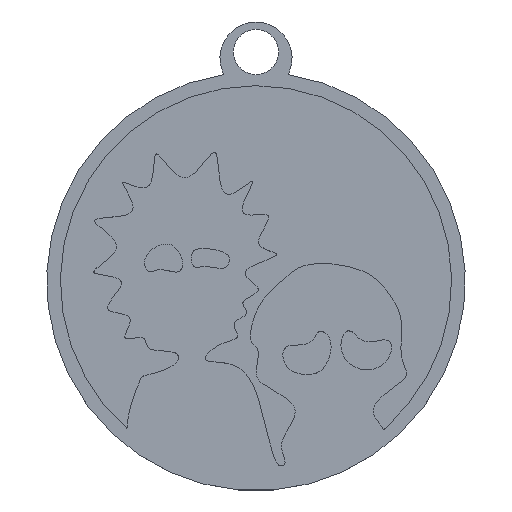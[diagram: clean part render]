
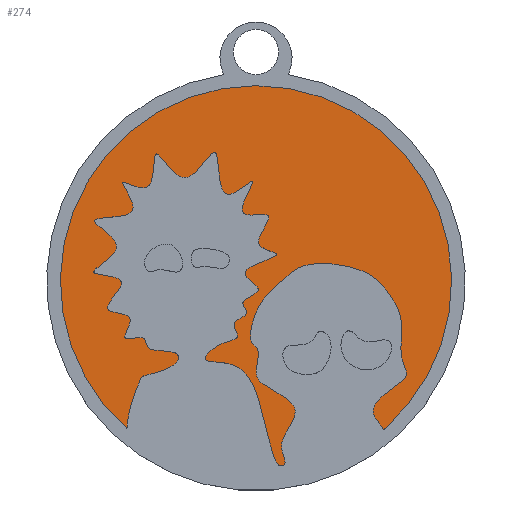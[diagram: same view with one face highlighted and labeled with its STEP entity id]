
A CAD part, top view. The second image highlights one B-rep face of the part: STEP entity #274.
In plain terms, the highlighted planar face has unit normal (0, 0, 1).
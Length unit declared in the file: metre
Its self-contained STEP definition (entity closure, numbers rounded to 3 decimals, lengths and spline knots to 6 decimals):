
#43=B_SPLINE_CURVE_WITH_KNOTS('',3,(#641,#642,#643,#644,#645,#646,#647,
#648,#649,#650,#651,#652,#653,#654,#655,#656,#657,#658,#659,#660,#661,#662,
#663,#664,#665,#666,#667,#668,#669,#670,#671,#672,#673,#674,#675,#676,#677,
#678,#679,#680,#681,#682,#683,#684,#685,#686,#687,#688,#689,#690,#691,#692,
#693,#694,#695,#696,#697,#698,#699,#700,#701,#702,#703,#704,#705,#706),
 .UNSPECIFIED.,.T.,.F.,(1,3,1,1,1,1,1,1,1,1,1,1,1,1,1,1,1,1,1,1,1,1,1,1,
1,1,1,1,1,1,1,1,1,1,1,1,1,1,1,1,1,1,1,1,1,1,1,1,1,1,1,1,1,1,1,1,1,1,1,1,
1,1,1,1,3,1),(-0.012492,0.,0.022288,0.030667,
0.048134,0.057917,0.074302,0.084875,
0.098042,0.112034,0.127261,0.14444,
0.161081,0.179175,0.197435,0.216871,
0.233861,0.24944,0.267592,0.28653,0.30603,
0.326405,0.343316,0.361101,0.376904,
0.393774,0.407856,0.426434,0.440954,
0.454654,0.465444,0.477694,0.489174,
0.502715,0.517086,0.536522,0.567642,
0.575799,0.589734,0.608432,0.6272,
0.639058,0.649995,0.662304,0.671752,
0.69004,0.707506,0.7248,0.745399,
0.762934,0.780802,0.794679,0.810963,0.823848,
0.832415,0.84696,0.86285,0.875253,
0.884929,0.88726,0.906314,0.933955,
0.96331,0.987508,1.,1.022288),.UNSPECIFIED.);
#44=B_SPLINE_CURVE_WITH_KNOTS('',3,(#711,#712,#713,#714),.UNSPECIFIED.,
 .F.,.F.,(4,4),(0.885375,0.887707),
 .PIECEWISE_BEZIER_KNOTS.);
#71=ORIENTED_EDGE('',*,*,#125,.F.);
#72=ORIENTED_EDGE('',*,*,#126,.T.);
#73=ORIENTED_EDGE('',*,*,#127,.F.);
#74=ORIENTED_EDGE('',*,*,#128,.T.);
#125=EDGE_CURVE('',#153,#154,#43,.F.);
#126=EDGE_CURVE('',#153,#155,#171,.T.);
#127=EDGE_CURVE('',#156,#155,#44,.T.);
#128=EDGE_CURVE('',#156,#154,#172,.T.);
#153=VERTEX_POINT('',#707);
#154=VERTEX_POINT('',#708);
#155=VERTEX_POINT('',#710);
#156=VERTEX_POINT('',#715);
#171=CIRCLE('',#415,0.035609);
#172=CIRCLE('',#416,0.035609);
#186=EDGE_LOOP('',(#71,#72,#73,#74));
#220=FACE_BOUND('',#186,.T.);
#245=PLANE('',#414);
#274=ADVANCED_FACE('',(#220),#245,.T.);
#414=AXIS2_PLACEMENT_3D('',#640,#457,#458);
#415=AXIS2_PLACEMENT_3D('',#709,#459,#460);
#416=AXIS2_PLACEMENT_3D('',#716,#461,#462);
#457=DIRECTION('',(0.,0.,1.));
#458=DIRECTION('',(1.,0.,0.));
#459=DIRECTION('',(0.,0.,1.));
#460=DIRECTION('',(1.,0.,0.));
#461=DIRECTION('',(0.,0.,1.));
#462=DIRECTION('',(1.,0.,0.));
#640=CARTESIAN_POINT('',(0.00296,0.007835,0.005588));
#641=CARTESIAN_POINT('',(-0.02348,-0.026772,0.005588));
#642=CARTESIAN_POINT('',(-0.023587,-0.02446,0.005588));
#643=CARTESIAN_POINT('',(-0.021189,-0.01732,0.005588));
#644=CARTESIAN_POINT('',(-0.020098,-0.017119,0.005588));
#645=CARTESIAN_POINT('',(-0.014049,-0.015635,0.005588));
#646=CARTESIAN_POINT('',(-0.013876,-0.012192,0.005588));
#647=CARTESIAN_POINT('',(-0.020449,-0.013204,0.005588));
#648=CARTESIAN_POINT('',(-0.019665,-0.009309,0.005588));
#649=CARTESIAN_POINT('',(-0.025753,-0.011647,0.005588));
#650=CARTESIAN_POINT('',(-0.020644,-0.005377,0.005588));
#651=CARTESIAN_POINT('',(-0.030243,-0.00626,0.005588));
#652=CARTESIAN_POINT('',(-0.020836,0.001423,0.005588));
#653=CARTESIAN_POINT('',(-0.033768,0.000717,0.005588));
#654=CARTESIAN_POINT('',(-0.021081,0.006137,0.005588));
#655=CARTESIAN_POINT('',(-0.034282,0.012539,0.005588));
#656=CARTESIAN_POINT('',(-0.018487,0.010667,0.005588));
#657=CARTESIAN_POINT('',(-0.027177,0.020601,0.005588));
#658=CARTESIAN_POINT('',(-0.017745,0.014075,0.005588));
#659=CARTESIAN_POINT('',(-0.019519,0.027859,0.005588));
#660=CARTESIAN_POINT('',(-0.012912,0.014133,0.005588));
#661=CARTESIAN_POINT('',(-0.005927,0.029041,0.005588));
#662=CARTESIAN_POINT('',(-0.007698,0.011442,0.005588));
#663=CARTESIAN_POINT('',(0.002409,0.021882,0.005588));
#664=CARTESIAN_POINT('',(-0.005619,0.010184,0.005588));
#665=CARTESIAN_POINT('',(0.005445,0.013832,0.005588));
#666=CARTESIAN_POINT('',(-0.002325,0.005938,0.005588));
#667=CARTESIAN_POINT('',(0.00747,0.005033,0.005588));
#668=CARTESIAN_POINT('',(-0.0056,0.002143,0.005588));
#669=CARTESIAN_POINT('',(0.00294,-0.001799,0.005588));
#670=CARTESIAN_POINT('',(-0.003883,-0.003303,0.005588));
#671=CARTESIAN_POINT('',(-0.000429,-0.006211,0.005588));
#672=CARTESIAN_POINT('',(-0.005243,-0.007141,0.005588));
#673=CARTESIAN_POINT('',(-0.002155,-0.010677,0.005588));
#674=CARTESIAN_POINT('',(-0.006659,-0.010777,0.005588));
#675=CARTESIAN_POINT('',(-0.011515,-0.015691,0.005588));
#676=CARTESIAN_POINT('',(0.001262,-0.012591,0.005588));
#677=CARTESIAN_POINT('',(0.002238,-0.034525,0.005588));
#678=CARTESIAN_POINT('',(0.006097,-0.033276,0.005588));
#679=CARTESIAN_POINT('',(0.00312,-0.029239,0.005588));
#680=CARTESIAN_POINT('',(0.009836,-0.023054,0.005588));
#681=CARTESIAN_POINT('',(0.001887,-0.019364,0.005588));
#682=CARTESIAN_POINT('',(-0.000157,-0.017579,0.005588));
#683=CARTESIAN_POINT('',(0.000168,-0.015199,0.005588));
#684=CARTESIAN_POINT('',(0.000723,-0.01203,0.005588));
#685=CARTESIAN_POINT('',(-0.001643,-0.011291,0.005588));
#686=CARTESIAN_POINT('',(-0.000057,-0.004108,0.005588));
#687=CARTESIAN_POINT('',(0.004032,-0.000563,0.005588));
#688=CARTESIAN_POINT('',(0.008267,0.003775,0.005588));
#689=CARTESIAN_POINT('',(0.016774,0.003037,0.005588));
#690=CARTESIAN_POINT('',(0.022045,0.000984,0.005588));
#691=CARTESIAN_POINT('',(0.025775,-0.004276,0.005588));
#692=CARTESIAN_POINT('',(0.026764,-0.007715,0.005588));
#693=CARTESIAN_POINT('',(0.026071,-0.012757,0.005588));
#694=CARTESIAN_POINT('',(0.027047,-0.015738,0.005588));
#695=CARTESIAN_POINT('',(0.027839,-0.017454,0.005588));
#696=CARTESIAN_POINT('',(0.02419,-0.019667,0.005588));
#697=CARTESIAN_POINT('',(0.020279,-0.023309,0.005588));
#698=CARTESIAN_POINT('',(0.02253,-0.025801,0.005588));
#699=CARTESIAN_POINT('',(0.023617,-0.027534,0.005588));
#700=CARTESIAN_POINT('',(0.023292,-0.027568,0.005588));
#701=CARTESIAN_POINT('',(0.017077,-0.03278,0.005588));
#702=CARTESIAN_POINT('',(0.004243,-0.036875,0.005588));
#703=CARTESIAN_POINT('',(-0.011617,-0.035316,0.005588));
#704=CARTESIAN_POINT('',(-0.021536,-0.029217,0.005588));
#705=CARTESIAN_POINT('',(-0.02342,-0.028067,0.005588));
#706=CARTESIAN_POINT('',(-0.02348,-0.026772,0.005588));
#707=CARTESIAN_POINT('',(0.023246,-0.026975,0.005588));
#708=CARTESIAN_POINT('',(-0.02348,-0.026772,0.005588));
#709=CARTESIAN_POINT('',(0.,0.,0.005588));
#710=CARTESIAN_POINT('',(0.023444,-0.026803,0.005588));
#711=CARTESIAN_POINT('',(0.023521,-0.026736,0.005588));
#712=CARTESIAN_POINT('',(0.023522,-0.02677,0.005588));
#713=CARTESIAN_POINT('',(0.023498,-0.026773,0.005588));
#714=CARTESIAN_POINT('',(0.023444,-0.026803,0.005588));
#715=CARTESIAN_POINT('',(0.023521,-0.026736,0.005588));
#716=CARTESIAN_POINT('',(0.,0.,0.005588));
